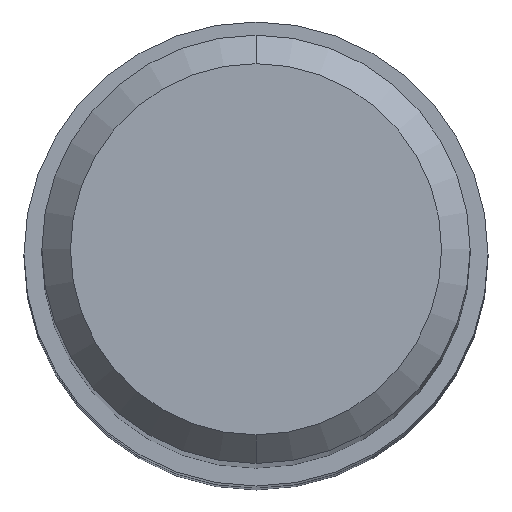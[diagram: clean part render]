
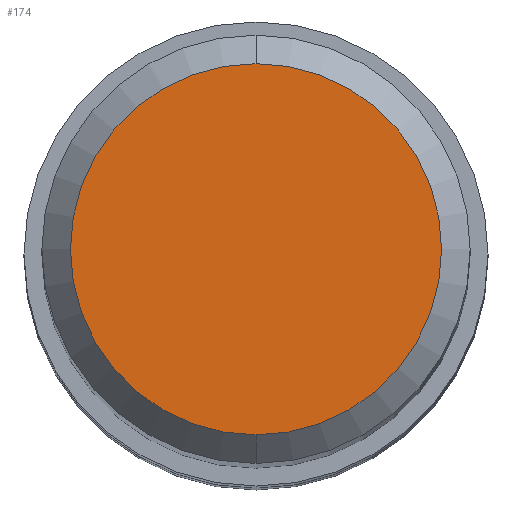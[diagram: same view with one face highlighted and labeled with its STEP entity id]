
A CAD part, top view. The second image highlights one B-rep face of the part: STEP entity #174.
In plain terms, the highlighted planar face has unit normal (0, 0, 1).
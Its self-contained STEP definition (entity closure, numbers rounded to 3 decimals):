
#174=ADVANCED_FACE('',(#467),#468,.T.);
#242=EDGE_CURVE('',#318,#380,#543,.T.);
#318=VERTEX_POINT('',#629);
#380=VERTEX_POINT('',#694);
#422=EDGE_CURVE('',#380,#318,#741,.T.);
#467=FACE_OUTER_BOUND('',#810,.T.);
#468=PLANE('',#811);
#543=CIRCLE('',#953,2.6);
#629=CARTESIAN_POINT('',(0.0,2.6,0.0));
#694=CARTESIAN_POINT('',(0.,-2.6,0.0));
#741=CIRCLE('',#1348,2.6);
#810=EDGE_LOOP('',(#1388,#1389));
#811=AXIS2_PLACEMENT_3D('',#1390,#1391,#1392);
#953=AXIS2_PLACEMENT_3D('',#1481,#1482,#1483);
#1348=AXIS2_PLACEMENT_3D('',#1694,#1695,#1696);
#1388=ORIENTED_EDGE('',*,*,#242,.F.);
#1389=ORIENTED_EDGE('',*,*,#422,.F.);
#1390=CARTESIAN_POINT('',(0.0,1.3,0.0));
#1391=DIRECTION('',(-0.0,0.0,1.0));
#1392=DIRECTION('',(0.0,-1.0,0.0));
#1481=CARTESIAN_POINT('',(0.0,0.0,0.0));
#1482=DIRECTION('',(0.0,0.0,-1.0));
#1483=DIRECTION('',(0.0,1.0,0.0));
#1694=CARTESIAN_POINT('',(0.0,0.0,0.0));
#1695=DIRECTION('',(0.0,0.0,-1.0));
#1696=DIRECTION('',(0.0,1.0,0.0));
